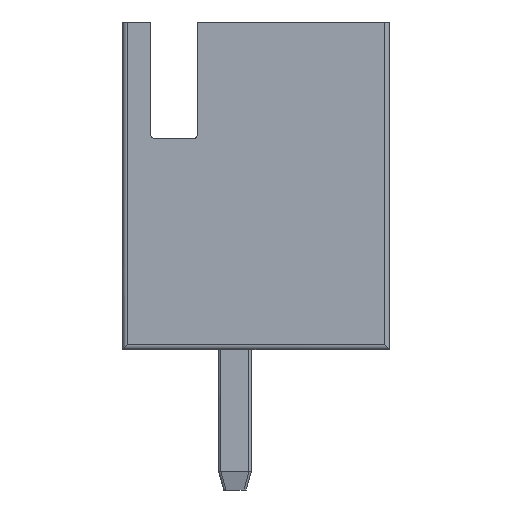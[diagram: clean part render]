
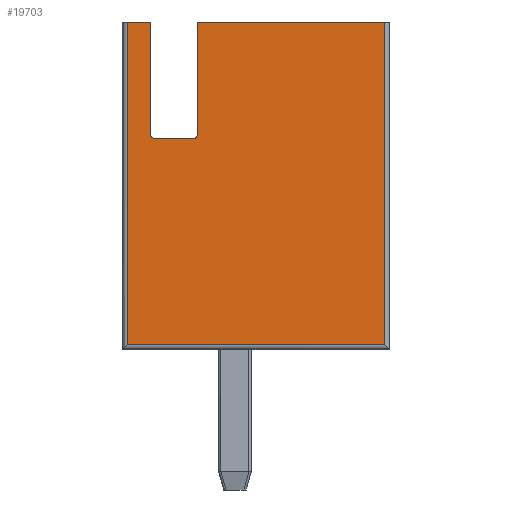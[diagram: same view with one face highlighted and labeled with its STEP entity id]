
A CAD part, left-side view. The second image highlights one B-rep face of the part: STEP entity #19703.
In plain terms, the highlighted planar face has unit normal (-1, 0, 0).
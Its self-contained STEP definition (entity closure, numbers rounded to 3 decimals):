
#1595 = EDGE_CURVE ( 'NONE', #15909, #22842, #14098, .T. ) ;
#1969 = VECTOR ( 'NONE', #18649, 1000. ) ;
#2254 = CARTESIAN_POINT ( 'NONE',  ( -2.5, 2.4, 7. ) ) ;
#3128 = EDGE_CURVE ( 'NONE', #25125, #3845, #25532, .T. ) ;
#3845 = VERTEX_POINT ( 'NONE', #5583 ) ;
#4223 = EDGE_CURVE ( 'NONE', #15909, #9919, #21238, .T. ) ;
#4752 = ORIENTED_EDGE ( 'NONE', *, *, #4223, .F. ) ;
#5266 = CARTESIAN_POINT ( 'NONE',  ( -2.5, 0.9, 4.5 ) ) ;
#5569 = EDGE_CURVE ( 'NONE', #13747, #7154, #22834, .T. ) ;
#5583 = CARTESIAN_POINT ( 'NONE',  ( -2.5, -3.2, 7. ) ) ;
#5711 = CARTESIAN_POINT ( 'NONE',  ( -2.5, 1.8, 4.5 ) ) ;
#5802 = PLANE ( 'NONE',  #26743 ) ;
#5831 = ORIENTED_EDGE ( 'NONE', *, *, #26259, .F. ) ;
#6352 = EDGE_LOOP ( 'NONE', ( #27393, #20458, #5831, #4752, #12229, #15384, #15788, #7187, #18889, #13087 ) ) ;
#7154 = VERTEX_POINT ( 'NONE', #23327 ) ;
#7173 = DIRECTION ( 'NONE',  ( 0., -1., 0. ) ) ;
#7187 = ORIENTED_EDGE ( 'NONE', *, *, #20090, .F. ) ;
#7533 = DIRECTION ( 'NONE',  ( 1., 0., 0. ) ) ;
#7696 = DIRECTION ( 'NONE',  ( 0., 1., 0. ) ) ;
#7813 = CARTESIAN_POINT ( 'NONE',  ( -2.5, 1.7, 4.6 ) ) ;
#8343 = VERTEX_POINT ( 'NONE', #15652 ) ;
#8639 = CIRCLE ( 'NONE', #17535, 0.1 ) ;
#9919 = VERTEX_POINT ( 'NONE', #26087 ) ;
#10325 = VECTOR ( 'NONE', #7173, 1000. ) ;
#10429 = CARTESIAN_POINT ( 'NONE',  ( -2.5, 2.4, 7. ) ) ;
#10487 = VERTEX_POINT ( 'NONE', #16317 ) ;
#10502 = CARTESIAN_POINT ( 'NONE',  ( -2.5, 2.3, 7. ) ) ;
#10824 = DIRECTION ( 'NONE',  ( 0., 0., 1. ) ) ;
#10835 = EDGE_CURVE ( 'NONE', #13747, #8343, #11232, .T. ) ;
#10906 = DIRECTION ( 'NONE',  ( 0., 0., -1. ) ) ;
#11232 = LINE ( 'NONE', #18028, #10325 ) ;
#12003 = VECTOR ( 'NONE', #23004, 1000. ) ;
#12205 = DIRECTION ( 'NONE',  ( 0., -1., 0. ) ) ;
#12229 = ORIENTED_EDGE ( 'NONE', *, *, #1595, .T. ) ;
#12273 = DIRECTION ( 'NONE',  ( 0., 1., 0. ) ) ;
#12338 = AXIS2_PLACEMENT_3D ( 'NONE', #26699, #20347, #7696 ) ;
#12781 = CARTESIAN_POINT ( 'NONE',  ( -2.5, 0.8, 7. ) ) ;
#12790 = FACE_OUTER_BOUND ( 'NONE', #6352, .T. ) ;
#13087 = ORIENTED_EDGE ( 'NONE', *, *, #5569, .T. ) ;
#13747 = VERTEX_POINT ( 'NONE', #16743 ) ;
#14098 = CIRCLE ( 'NONE', #12338, 0.1 ) ;
#14099 = EDGE_CURVE ( 'NONE', #18691, #22842, #24748, .T. ) ;
#14301 = DIRECTION ( 'NONE',  ( 1., 0., 0. ) ) ;
#14922 = CARTESIAN_POINT ( 'NONE',  ( -2.5, 1.8, 7. ) ) ;
#14998 = CARTESIAN_POINT ( 'NONE',  ( -2.5, -3.2, 7. ) ) ;
#15378 = CARTESIAN_POINT ( 'NONE',  ( -2.5, -3.2, 0.1 ) ) ;
#15384 = ORIENTED_EDGE ( 'NONE', *, *, #14099, .F. ) ;
#15652 = CARTESIAN_POINT ( 'NONE',  ( -2.5, 1.8, 7. ) ) ;
#15788 = ORIENTED_EDGE ( 'NONE', *, *, #20360, .T. ) ;
#15909 = VERTEX_POINT ( 'NONE', #22504 ) ;
#16317 = CARTESIAN_POINT ( 'NONE',  ( -2.5, 1.8, 4.6 ) ) ;
#16371 = CARTESIAN_POINT ( 'NONE',  ( -2.5, 2.4, 0.1 ) ) ;
#16596 = DIRECTION ( 'NONE',  ( 0., 0., -1. ) ) ;
#16743 = CARTESIAN_POINT ( 'NONE',  ( -2.5, 2.3, 7. ) ) ;
#17232 = DIRECTION ( 'NONE',  ( 0., 0., 1. ) ) ;
#17535 = AXIS2_PLACEMENT_3D ( 'NONE', #7813, #7533, #12273 ) ;
#17975 = VECTOR ( 'NONE', #10824, 1000. ) ;
#18028 = CARTESIAN_POINT ( 'NONE',  ( -2.5, 2.4, 7. ) ) ;
#18649 = DIRECTION ( 'NONE',  ( 0., -1., 0. ) ) ;
#18691 = VERTEX_POINT ( 'NONE', #24694 ) ;
#18889 = ORIENTED_EDGE ( 'NONE', *, *, #10835, .F. ) ;
#19579 = VECTOR ( 'NONE', #12205, 1000. ) ;
#19703 = ADVANCED_FACE ( 'NONE', ( #12790 ), #5802, .F. ) ;
#19990 = VECTOR ( 'NONE', #17232, 1000. ) ;
#20090 = EDGE_CURVE ( 'NONE', #8343, #10487, #25459, .T. ) ;
#20347 = DIRECTION ( 'NONE',  ( 1., 0., 0. ) ) ;
#20360 = EDGE_CURVE ( 'NONE', #18691, #10487, #8639, .T. ) ;
#20458 = ORIENTED_EDGE ( 'NONE', *, *, #3128, .T. ) ;
#20527 = VECTOR ( 'NONE', #16596, 1000. ) ;
#21080 = LINE ( 'NONE', #2254, #12003 ) ;
#21238 = LINE ( 'NONE', #12781, #17975 ) ;
#22504 = CARTESIAN_POINT ( 'NONE',  ( -2.5, 0.8, 4.6 ) ) ;
#22759 = DIRECTION ( 'NONE',  ( 0., 1., 0. ) ) ;
#22834 = LINE ( 'NONE', #10502, #20527 ) ;
#22842 = VERTEX_POINT ( 'NONE', #5266 ) ;
#23004 = DIRECTION ( 'NONE',  ( 0., -1., 0. ) ) ;
#23327 = CARTESIAN_POINT ( 'NONE',  ( -2.5, 2.3, 0.1 ) ) ;
#24679 = LINE ( 'NONE', #16371, #19579 ) ;
#24694 = CARTESIAN_POINT ( 'NONE',  ( -2.5, 1.7, 4.5 ) ) ;
#24748 = LINE ( 'NONE', #5711, #1969 ) ;
#25125 = VERTEX_POINT ( 'NONE', #15378 ) ;
#25454 = VECTOR ( 'NONE', #10906, 1000. ) ;
#25459 = LINE ( 'NONE', #14922, #25454 ) ;
#25532 = LINE ( 'NONE', #14998, #19990 ) ;
#26087 = CARTESIAN_POINT ( 'NONE',  ( -2.5, 0.8, 7. ) ) ;
#26259 = EDGE_CURVE ( 'NONE', #9919, #3845, #21080, .T. ) ;
#26699 = CARTESIAN_POINT ( 'NONE',  ( -2.5, 0.9, 4.6 ) ) ;
#26743 = AXIS2_PLACEMENT_3D ( 'NONE', #10429, #14301, #22759 ) ;
#26872 = EDGE_CURVE ( 'NONE', #7154, #25125, #24679, .T. ) ;
#27393 = ORIENTED_EDGE ( 'NONE', *, *, #26872, .T. ) ;
